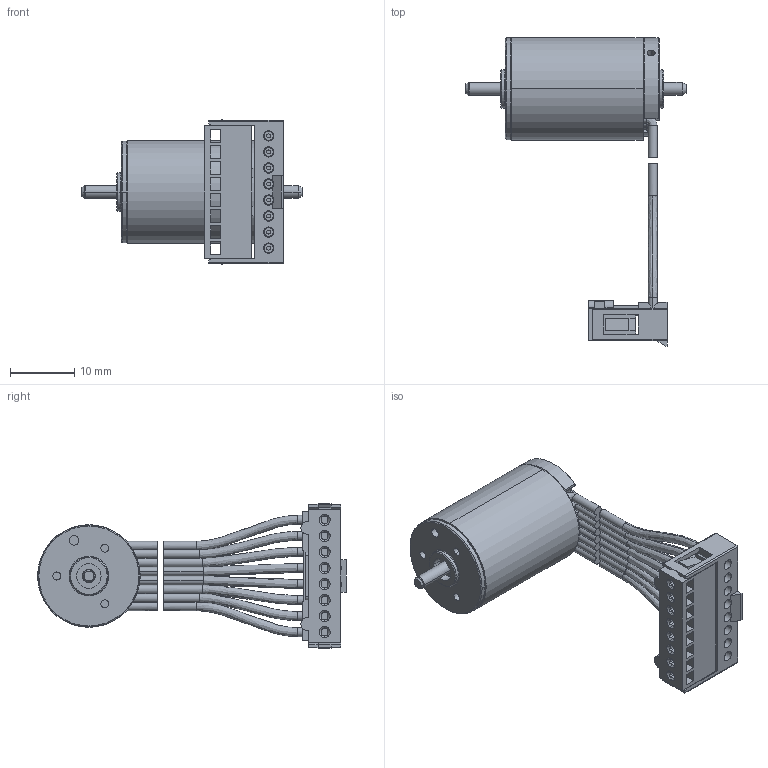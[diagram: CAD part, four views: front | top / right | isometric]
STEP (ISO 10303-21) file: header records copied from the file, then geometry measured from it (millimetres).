
FILE_DESCRIPTION((''),'2;1');
FILE_NAME('283825_EC-MAX16_5W','2016-10-14T',('mmagpetk'),(''),'CREO PARAMETRIC BY PTC INC, 2016050','CREO PARAMETRIC BY PTC INC, 2016050','');
FILE_SCHEMA(('CONFIG_CONTROL_DESIGN'));
Length unit declared in the file: millimetre
Products named in the file (1): 283825_EC-MAX16_5W
Bounding box: 34.3 x 48.15 x 22.6 mm (x, y, z)
Volume: 6238.5 mm3; surface area: 4896.5 mm2
Topology: 6 solids, 6 shells, 573 faces, 1620 edges, 1062 vertices
Faces by surface type: plane 310, cylinder 196, cone 32, bspline 28, torus 7
Entity records: 28874 total; most frequent: CARTESIAN_POINT 5486, ORIENTED_EDGE 3236, DIRECTION 2985, PRESENTATION_STYLE_ASSIGNMENT 2084, STYLED_ITEM 1624, CURVE_STYLE 1618, EDGE_CURVE 1618, VERTEX_POINT 1062
